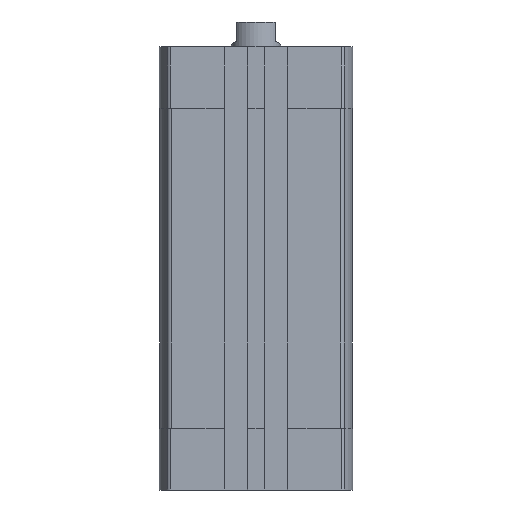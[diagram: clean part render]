
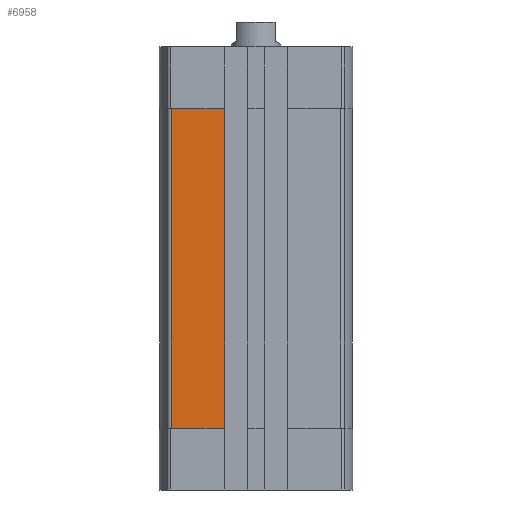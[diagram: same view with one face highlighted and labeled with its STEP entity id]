
A CAD part, left-side view. The second image highlights one B-rep face of the part: STEP entity #6958.
In plain terms, the highlighted planar face has unit normal (-1, 0, 0).
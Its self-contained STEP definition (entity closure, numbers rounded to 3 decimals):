
#100=PLANE('',#7616);
#722=LINE('',#11336,#1284);
#754=LINE('',#11457,#1316);
#755=LINE('',#11459,#1317);
#756=LINE('',#11460,#1318);
#1284=VECTOR('',#8965,1000.);
#1316=VECTOR('',#9093,1000.);
#1317=VECTOR('',#9096,1000.);
#1318=VECTOR('',#9097,1000.);
#2542=ORIENTED_EDGE('',*,*,#4187,.F.);
#2543=ORIENTED_EDGE('',*,*,#4186,.F.);
#2544=ORIENTED_EDGE('',*,*,#4188,.T.);
#2545=ORIENTED_EDGE('',*,*,#4126,.F.);
#4126=EDGE_CURVE('',#4992,#4800,#722,.T.);
#4186=EDGE_CURVE('',#5035,#5034,#754,.T.);
#4187=EDGE_CURVE('',#5034,#4992,#755,.T.);
#4188=EDGE_CURVE('',#5035,#4800,#756,.T.);
#4800=VERTEX_POINT('',#10745);
#4992=VERTEX_POINT('',#11329);
#5034=VERTEX_POINT('',#11454);
#5035=VERTEX_POINT('',#11456);
#5832=EDGE_LOOP('',(#2542,#2543,#2544,#2545));
#6342=FACE_BOUND('',#5832,.T.);
#6958=ADVANCED_FACE('',(#6342),#100,.T.);
#7616=AXIS2_PLACEMENT_3D('',#11458,#9094,#9095);
#8965=DIRECTION('',(0.,0.,-1.));
#9093=DIRECTION('',(0.,0.,1.));
#9094=DIRECTION('',(-1.,0.,0.));
#9095=DIRECTION('',(0.,0.,1.));
#9096=DIRECTION('',(0.,-1.,0.));
#9097=DIRECTION('',(0.,-1.,0.));
#10745=CARTESIAN_POINT('',(-23.3,7.55,-92.5));
#11329=CARTESIAN_POINT('',(-23.3,7.55,-15.));
#11336=CARTESIAN_POINT('',(-23.3,7.55,-107.5));
#11454=CARTESIAN_POINT('',(-23.3,20.562,-15.));
#11456=CARTESIAN_POINT('',(-23.3,20.562,-92.5));
#11457=CARTESIAN_POINT('',(-23.3,20.562,-92.5));
#11458=CARTESIAN_POINT('',(-23.3,20.562,-92.5));
#11459=CARTESIAN_POINT('',(-23.3,20.562,-15.));
#11460=CARTESIAN_POINT('',(-23.3,20.562,-92.5));
